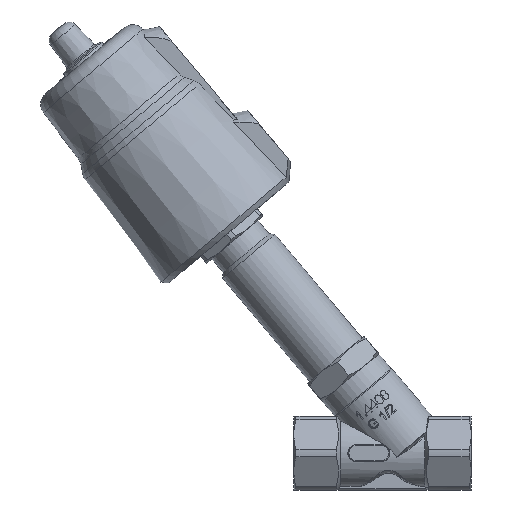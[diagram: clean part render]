
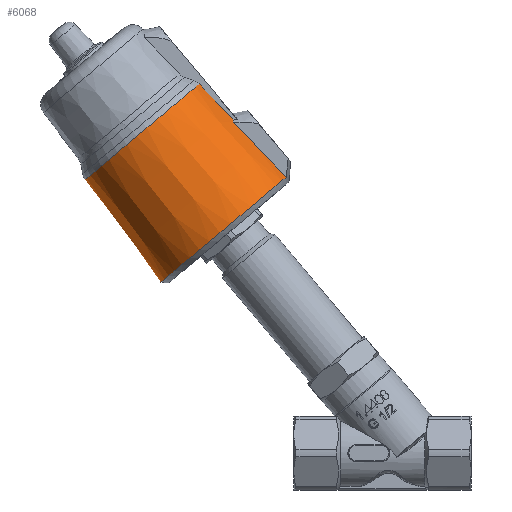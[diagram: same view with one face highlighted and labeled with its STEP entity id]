
A CAD part, left-side view. The second image highlights one B-rep face of the part: STEP entity #6068.
In plain terms, the highlighted conical face has half-angle 3.414 degrees and reference radius 29.475 mm.
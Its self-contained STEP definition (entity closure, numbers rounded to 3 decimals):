
#112=B_SPLINE_CURVE_WITH_KNOTS('',3,(#8520,#8521,#8522,#8523),
 .UNSPECIFIED.,.F.,.F.,(4,4),(3.068,3.242),
 .UNSPECIFIED.);
#113=B_SPLINE_CURVE_WITH_KNOTS('',3,(#8535,#8536,#8537,#8538),
 .UNSPECIFIED.,.F.,.F.,(4,4),(1.198,1.372),
 .UNSPECIFIED.);
#469=(
BOUNDED_CURVE()
B_SPLINE_CURVE(2,(#8548,#8549,#8550),.UNSPECIFIED.,.F.,.F.)
B_SPLINE_CURVE_WITH_KNOTS((3,3),(0.,1.713),.UNSPECIFIED.)
CURVE()
GEOMETRIC_REPRESENTATION_ITEM()
RATIONAL_B_SPLINE_CURVE((1.,1.,1.))
REPRESENTATION_ITEM('')
);
#470=(
BOUNDED_CURVE()
B_SPLINE_CURVE(2,(#8551,#8552,#8553),.UNSPECIFIED.,.F.,.F.)
B_SPLINE_CURVE_WITH_KNOTS((3,3),(0.,1.078),.UNSPECIFIED.)
CURVE()
GEOMETRIC_REPRESENTATION_ITEM()
RATIONAL_B_SPLINE_CURVE((1.,1.,1.))
REPRESENTATION_ITEM('')
);
#472=(
BOUNDED_CURVE()
B_SPLINE_CURVE(2,(#8562,#8563,#8564),.UNSPECIFIED.,.F.,.F.)
B_SPLINE_CURVE_WITH_KNOTS((3,3),(0.492,2.204),
 .UNSPECIFIED.)
CURVE()
GEOMETRIC_REPRESENTATION_ITEM()
RATIONAL_B_SPLINE_CURVE((1.,1.,1.))
REPRESENTATION_ITEM('')
);
#473=(
BOUNDED_CURVE()
B_SPLINE_CURVE(2,(#8565,#8566,#8567),.UNSPECIFIED.,.F.,.F.)
B_SPLINE_CURVE_WITH_KNOTS((3,3),(0.354,1.433),
 .UNSPECIFIED.)
CURVE()
GEOMETRIC_REPRESENTATION_ITEM()
RATIONAL_B_SPLINE_CURVE((1.,1.,1.))
REPRESENTATION_ITEM('')
);
#474=(
BOUNDED_CURVE()
B_SPLINE_CURVE(2,(#8569,#8570,#8571),.UNSPECIFIED.,.F.,.F.)
B_SPLINE_CURVE_WITH_KNOTS((3,3),(0.632,2.44),
 .UNSPECIFIED.)
CURVE()
GEOMETRIC_REPRESENTATION_ITEM()
RATIONAL_B_SPLINE_CURVE((1.,1.,1.))
REPRESENTATION_ITEM('')
);
#475=(
BOUNDED_CURVE()
B_SPLINE_CURVE(2,(#8574,#8575,#8576),.UNSPECIFIED.,.F.,.F.)
B_SPLINE_CURVE_WITH_KNOTS((3,3),(0.,1.808),.UNSPECIFIED.)
CURVE()
GEOMETRIC_REPRESENTATION_ITEM()
RATIONAL_B_SPLINE_CURVE((1.,1.,1.))
REPRESENTATION_ITEM('')
);
#1489=FACE_OUTER_BOUND('',#1887,.T.);
#1887=EDGE_LOOP('',(#4228,#4229,#4230,#4231,#4232,#4233,#4234,#4235,#4236,
#4237));
#2296=CIRCLE('',#6494,30.752);
#2297=CIRCLE('',#6496,27.97);
#2527=VERTEX_POINT('',#8515);
#2528=VERTEX_POINT('',#8519);
#2531=VERTEX_POINT('',#8530);
#2532=VERTEX_POINT('',#8534);
#2533=VERTEX_POINT('',#8543);
#2534=VERTEX_POINT('',#8547);
#2535=VERTEX_POINT('',#8555);
#2536=VERTEX_POINT('',#8561);
#2537=VERTEX_POINT('',#8568);
#2538=VERTEX_POINT('',#8572);
#3180=EDGE_CURVE('',#2528,#2527,#112,.T.);
#3184=EDGE_CURVE('',#2532,#2531,#113,.T.);
#3187=EDGE_CURVE('',#2534,#2533,#469,.T.);
#3188=EDGE_CURVE('',#2534,#2527,#470,.T.);
#3190=EDGE_CURVE('',#2533,#2535,#2296,.T.);
#3191=EDGE_CURVE('',#2535,#2536,#472,.T.);
#3192=EDGE_CURVE('',#2532,#2536,#473,.T.);
#3193=EDGE_CURVE('',#2531,#2537,#474,.T.);
#3194=EDGE_CURVE('',#2538,#2537,#2297,.T.);
#3195=EDGE_CURVE('',#2538,#2528,#475,.T.);
#4228=ORIENTED_EDGE('',*,*,#3190,.T.);
#4229=ORIENTED_EDGE('',*,*,#3191,.T.);
#4230=ORIENTED_EDGE('',*,*,#3192,.F.);
#4231=ORIENTED_EDGE('',*,*,#3184,.T.);
#4232=ORIENTED_EDGE('',*,*,#3193,.T.);
#4233=ORIENTED_EDGE('',*,*,#3194,.F.);
#4234=ORIENTED_EDGE('',*,*,#3195,.T.);
#4235=ORIENTED_EDGE('',*,*,#3180,.T.);
#4236=ORIENTED_EDGE('',*,*,#3188,.F.);
#4237=ORIENTED_EDGE('',*,*,#3187,.T.);
#5984=CONICAL_SURFACE('',#6495,29.475,3.414);
#6068=ADVANCED_FACE('',(#1489),#5984,.T.);
#6494=AXIS2_PLACEMENT_3D('',#8559,#7120,#7121);
#6495=AXIS2_PLACEMENT_3D('',#8560,#7122,#7123);
#6496=AXIS2_PLACEMENT_3D('',#8573,#7124,#7125);
#7120=DIRECTION('center_axis',(0.,0.643,0.766));
#7121=DIRECTION('ref_axis',(0.,-0.766,0.643));
#7122=DIRECTION('center_axis',(0.,-0.643,
-0.766));
#7123=DIRECTION('ref_axis',(0.,-0.766,0.643));
#7124=DIRECTION('center_axis',(0.,0.643,0.766));
#7125=DIRECTION('ref_axis',(0.,0.766,-0.643));
#8515=CARTESIAN_POINT('',(10.,66.769,112.787));
#8519=CARTESIAN_POINT('',(8.5,67.004,113.763));
#8520=CARTESIAN_POINT('Ctrl Pts',(8.5,67.004,113.763));
#8521=CARTESIAN_POINT('Ctrl Pts',(9.024,66.934,113.457));
#8522=CARTESIAN_POINT('Ctrl Pts',(9.526,66.856,113.13));
#8523=CARTESIAN_POINT('Ctrl Pts',(10.,66.769,112.787));
#8530=CARTESIAN_POINT('',(-8.5,67.004,113.763));
#8534=CARTESIAN_POINT('',(-10.,66.769,112.787));
#8535=CARTESIAN_POINT('Ctrl Pts',(-10.,66.769,112.787));
#8536=CARTESIAN_POINT('Ctrl Pts',(-9.526,66.856,113.13));
#8537=CARTESIAN_POINT('Ctrl Pts',(-9.024,66.934,113.457));
#8538=CARTESIAN_POINT('Ctrl Pts',(-8.5,67.004,113.763));
#8543=CARTESIAN_POINT('',(10.,47.549,92.62));
#8547=CARTESIAN_POINT('',(10.,59.298,104.951));
#8548=CARTESIAN_POINT('Ctrl Pts',(10.,59.298,104.951));
#8549=CARTESIAN_POINT('Ctrl Pts',(10.,53.533,98.902));
#8550=CARTESIAN_POINT('Ctrl Pts',(10.,47.549,92.62));
#8551=CARTESIAN_POINT('Ctrl Pts',(10.,59.298,104.951));
#8552=CARTESIAN_POINT('Ctrl Pts',(10.,63.08,108.918));
#8553=CARTESIAN_POINT('Ctrl Pts',(10.,66.769,112.787));
#8555=CARTESIAN_POINT('',(-10.,47.549,92.62));
#8559=CARTESIAN_POINT('Origin',(0.,69.826,73.927));
#8560=CARTESIAN_POINT('Origin',(0.,83.58,90.319));
#8561=CARTESIAN_POINT('',(-10.,59.298,104.951));
#8562=CARTESIAN_POINT('Ctrl Pts',(-10.,47.549,92.62));
#8563=CARTESIAN_POINT('Ctrl Pts',(-10.,53.533,98.902));
#8564=CARTESIAN_POINT('Ctrl Pts',(-10.,59.298,104.951));
#8565=CARTESIAN_POINT('Ctrl Pts',(-10.,66.769,112.787));
#8566=CARTESIAN_POINT('Ctrl Pts',(-10.,63.08,108.918));
#8567=CARTESIAN_POINT('Ctrl Pts',(-10.,59.298,104.951));
#8568=CARTESIAN_POINT('',(-8.5,79.379,126.768));
#8569=CARTESIAN_POINT('Ctrl Pts',(-8.5,67.004,113.763));
#8570=CARTESIAN_POINT('Ctrl Pts',(-8.5,73.318,120.4));
#8571=CARTESIAN_POINT('Ctrl Pts',(-8.5,79.379,126.768));
#8572=CARTESIAN_POINT('',(8.5,79.379,126.768));
#8573=CARTESIAN_POINT('Origin',(0.,99.792,109.64));
#8574=CARTESIAN_POINT('Ctrl Pts',(8.5,79.379,126.768));
#8575=CARTESIAN_POINT('Ctrl Pts',(8.5,73.318,120.4));
#8576=CARTESIAN_POINT('Ctrl Pts',(8.5,67.004,113.763));
